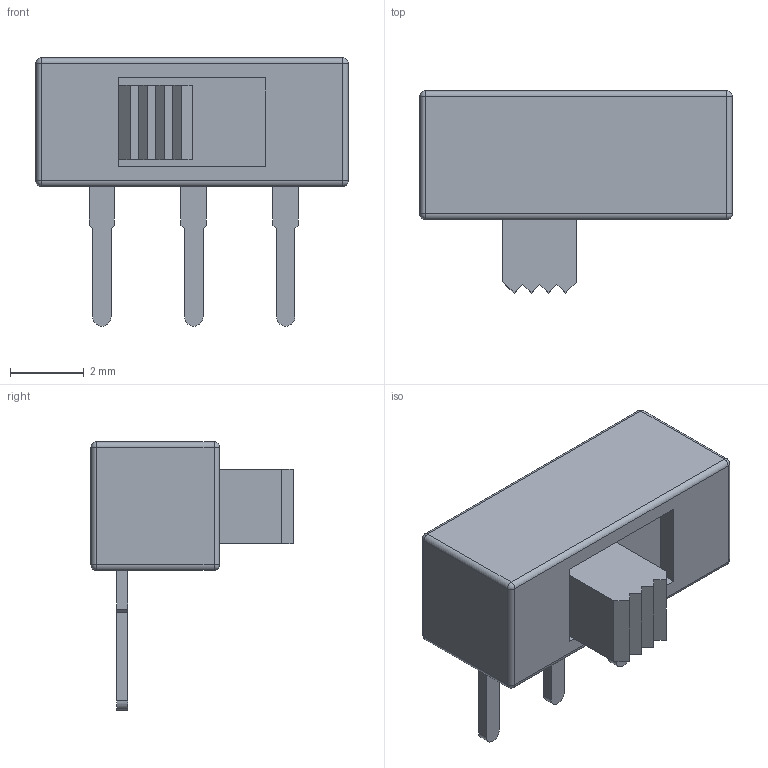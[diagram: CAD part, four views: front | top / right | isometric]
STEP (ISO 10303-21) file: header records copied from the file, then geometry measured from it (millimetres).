
FILE_DESCRIPTION(('FreeCAD Model'),'2;1');
FILE_NAME('Open CASCADE Shape Model','2025-01-14T08:49:41',('Author'),( ''),'Open CASCADE STEP processor 7.6','FreeCAD','Unknown');
FILE_SCHEMA(('AUTOMOTIVE_DESIGN { 1 0 10303 214 1 1 1 1 }'));
Length unit declared in the file: millimetre
Products named in the file (6): SPDT MSHS1105 APEM v007; SPDT MSHS1105 APEM v2; SPDT MSHS1105 APEM v003; SPDT MSHS1105 APEM v004; SPDT MSHS1105 APEM v005; SPDT MSHS1105 APEM v006
Assembly tree (5 placements, depth 2):
  SPDT MSHS1105 APEM v007
    SPDT MSHS1105 APEM v2
    SPDT MSHS1105 APEM v003
    SPDT MSHS1105 APEM v004
    SPDT MSHS1105 APEM v005
    SPDT MSHS1105 APEM v006
Bounding box: 8.5 x 5.5 x 7.3 mm (x, y, z)
Volume: 110.5 mm3; surface area: 194.4 mm2
Topology: 5 solids, 5 shells, 74 faces, 165 edges, 102 vertices
Faces by surface type: plane 51, cylinder 15, sphere 8
Entity records: 2152 total; most frequent: DIRECTION 355, CARTESIAN_POINT 347, ORIENTED_EDGE 330, EDGE_CURVE 165, LINE 135, VECTOR 135, AXIS2_PLACEMENT_3D 110, VERTEX_POINT 102
